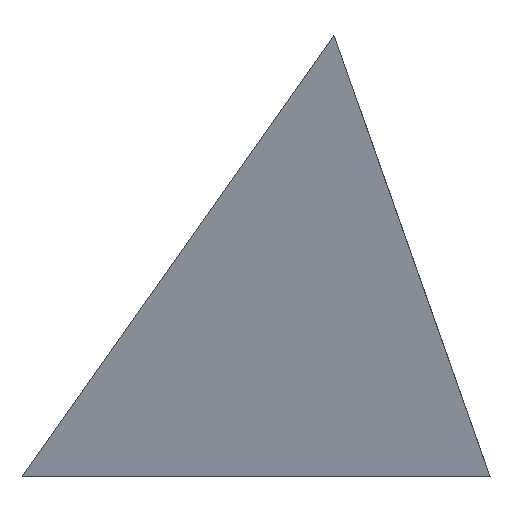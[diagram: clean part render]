
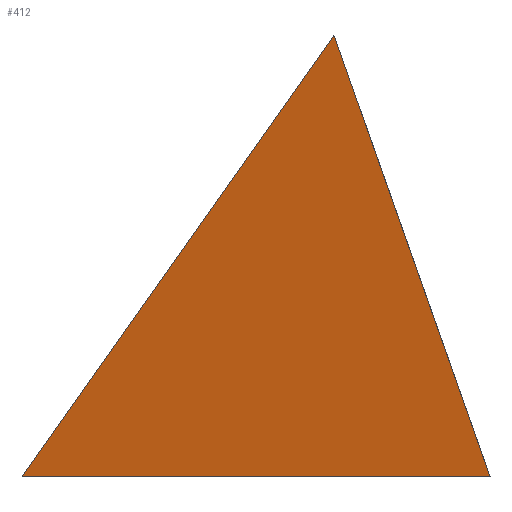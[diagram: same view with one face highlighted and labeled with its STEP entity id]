
A CAD part, left-side view. The second image highlights one B-rep face of the part: STEP entity #412.
In plain terms, the highlighted planar face has unit normal (-0.817, 0.471, 0.333).
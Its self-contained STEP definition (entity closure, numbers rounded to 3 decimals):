
#98=CARTESIAN_POINT('',(-14.434,-8.333,0.));
#99=VERTEX_POINT('',#98);
#108=CARTESIAN_POINT('',(-1.934,-1.116,20.413));
#109=VERTEX_POINT('',#108);
#116=CARTESIAN_POINT('',(-1.934,-1.116,20.413));
#117=DIRECTION('',(-0.5,-0.289,-0.816));
#118=VECTOR('',#117,25.);
#119=LINE('',#116,#118);
#120=EDGE_CURVE('',#109,#99,#119,.T.);
#379=CARTESIAN_POINT('',(-1.934,13.317,0.));
#380=VERTEX_POINT('',#379);
#387=CARTESIAN_POINT('',(-1.934,-1.116,20.413));
#388=DIRECTION('',(0.,0.577,-0.816));
#389=VECTOR('',#388,25.);
#390=LINE('',#387,#389);
#391=EDGE_CURVE('',#109,#380,#390,.T.);
#397=CARTESIAN_POINT('',(-8.184,2.492,0.));
#398=DIRECTION('',(-0.816,0.471,0.333));
#399=DIRECTION('',(-0.5,-0.866,0.));
#400=AXIS2_PLACEMENT_3D('',#397,#398,#399);
#401=PLANE('',#400);
#402=CARTESIAN_POINT('',(-1.934,13.317,0.));
#403=DIRECTION('',(-0.5,-0.866,0.));
#404=VECTOR('',#403,25.);
#405=LINE('',#402,#404);
#406=EDGE_CURVE('',#380,#99,#405,.T.);
#407=ORIENTED_EDGE('',*,*,#406,.T.);
#408=ORIENTED_EDGE('',*,*,#120,.F.);
#409=ORIENTED_EDGE('',*,*,#391,.T.);
#410=EDGE_LOOP('',(#407,#408,#409));
#411=FACE_BOUND('',#410,.T.);
#412=ADVANCED_FACE('',(#411),#401,.T.);
